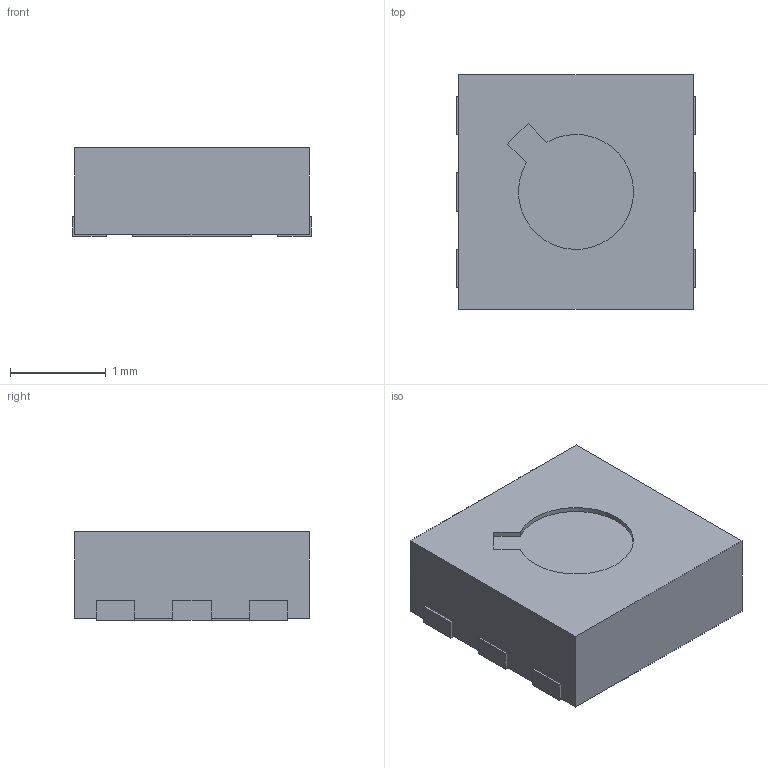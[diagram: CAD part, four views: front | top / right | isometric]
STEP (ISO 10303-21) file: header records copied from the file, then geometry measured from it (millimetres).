
FILE_DESCRIPTION(('Open CASCADE Model'),'2;1');
FILE_NAME('Open CASCADE Shape Model','2024-11-16T00:47:14',('Author'),('Open CASCADE'),'Open CASCADE STEP processor 7.7','Open CASCADE 7.7','Unknown');
FILE_SCHEMA(('AUTOMOTIVE_DESIGN { 1 0 10303 214 1 1 1 1 }'));
Length unit declared in the file: millimetre
Products named in the file (14): SENSIRION_SGP30_SGPC3; body; body_part; dot; dot_part; lead-1; lead-1_part; lead-2; lead-3; lead-4; lead-5; lead-6; lead-exposed; lead-exposed_part
Assembly tree (18 placements, depth 3):
  SENSIRION_SGP30_SGPC3
    body
      body_part
    dot
      dot_part
    lead-1
      lead-1_part
    lead-2
      lead-1_part
    lead-3
      lead-1_part
    lead-4
      lead-1_part
    lead-5
      lead-1_part
    lead-6
      lead-1_part
    lead-exposed
      lead-exposed_part
Bounding box: 2.49 x 2.45 x 0.92 mm (x, y, z)
Surface area: 33.9 mm2
Topology: 9 solids, 9 shells, 63 faces, 132 edges, 88 vertices
Faces by surface type: plane 61, cylinder 2
Entity records: 705 total; most frequent: ORIENTED_EDGE 91, EDGE_CURVE 62, CARTESIAN_POINT 59, LINE 55, VERTEX_POINT 40, AXIS2_PLACEMENT_3D 36, FACE_BOUND 34, ADVANCED_FACE 33
